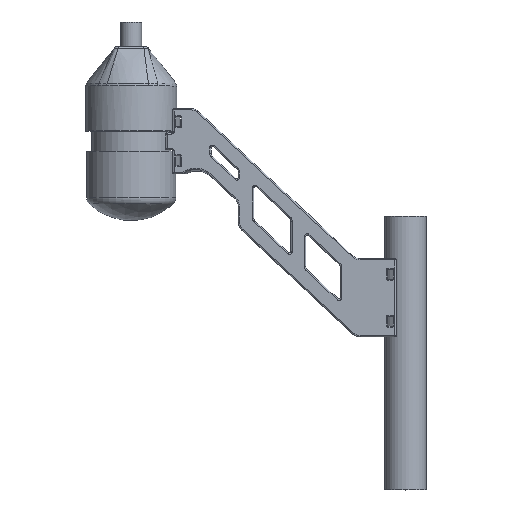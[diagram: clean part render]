
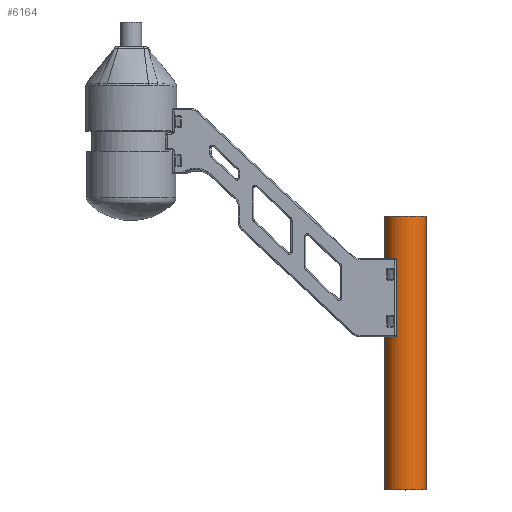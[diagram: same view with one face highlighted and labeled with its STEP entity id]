
A CAD part, top view. The second image highlights one B-rep face of the part: STEP entity #6164.
In plain terms, the highlighted cylindrical face has radius 16 mm (diameter 32 mm), a full revolution.
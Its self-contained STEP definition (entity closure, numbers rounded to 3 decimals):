
#775=LINE('',#15556,#1042);
#1042=VECTOR('',#8738,16.);
#1184=CYLINDRICAL_SURFACE('',#6972,16.);
#1586=FACE_OUTER_BOUND('',#2012,.T.);
#2012=EDGE_LOOP('',(#5704,#5705,#5706,#5707));
#2446=CIRCLE('',#6973,16.);
#2447=CIRCLE('',#6974,16.);
#2971=VERTEX_POINT('',#15553);
#2972=VERTEX_POINT('',#15555);
#3883=EDGE_CURVE('',#2971,#2971,#2446,.T.);
#3884=EDGE_CURVE('',#2971,#2972,#775,.T.);
#3885=EDGE_CURVE('',#2972,#2972,#2447,.T.);
#5704=ORIENTED_EDGE('',*,*,#3883,.F.);
#5705=ORIENTED_EDGE('',*,*,#3884,.T.);
#5706=ORIENTED_EDGE('',*,*,#3885,.F.);
#5707=ORIENTED_EDGE('',*,*,#3884,.F.);
#6164=ADVANCED_FACE('',(#1586),#1184,.T.);
#6972=AXIS2_PLACEMENT_3D('',#15552,#8734,#8735);
#6973=AXIS2_PLACEMENT_3D('',#15554,#8736,#8737);
#6974=AXIS2_PLACEMENT_3D('',#15557,#8739,#8740);
#8734=DIRECTION('center_axis',(0.,-1.,0.));
#8735=DIRECTION('ref_axis',(1.,0.,0.));
#8736=DIRECTION('center_axis',(0.,-1.,0.));
#8737=DIRECTION('ref_axis',(1.,0.,0.));
#8738=DIRECTION('',(0.,1.,0.));
#8739=DIRECTION('center_axis',(0.,1.,0.));
#8740=DIRECTION('ref_axis',(1.,0.,0.));
#15552=CARTESIAN_POINT('Origin',(210.39,-100.,0.));
#15553=CARTESIAN_POINT('',(194.39,-310.,0.));
#15554=CARTESIAN_POINT('Origin',(210.39,-310.,0.));
#15555=CARTESIAN_POINT('',(194.39,-100.,0.));
#15556=CARTESIAN_POINT('',(194.39,-100.,0.));
#15557=CARTESIAN_POINT('Origin',(210.39,-100.,0.));
